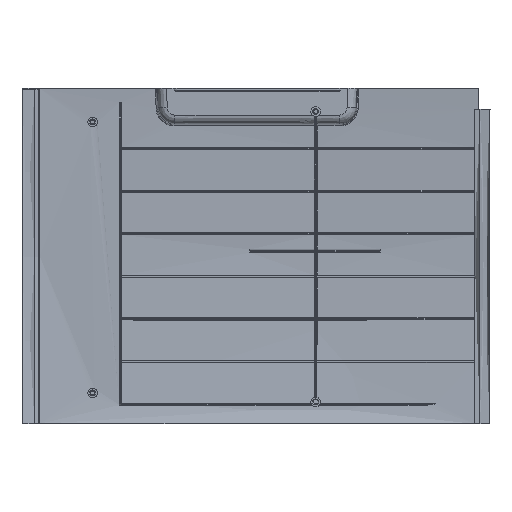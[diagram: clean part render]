
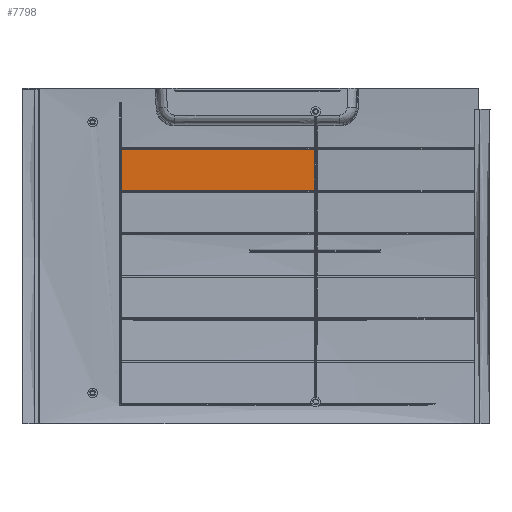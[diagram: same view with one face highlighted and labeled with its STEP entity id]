
A CAD part, left-side view. The second image highlights one B-rep face of the part: STEP entity #7798.
In plain terms, the highlighted toroidal (fillet/blend) face has major radius 2100 mm and minor radius 1647 mm.
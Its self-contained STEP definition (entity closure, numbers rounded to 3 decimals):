
#225 = B_SPLINE_CURVE_WITH_KNOTS ( 'NONE', 3,
 ( #5344, #5152, #5102, #5083 ),
 .UNSPECIFIED., .F., .F.,
 ( 4, 4 ),
 ( 0.093, 0.124 ),
 .UNSPECIFIED. ) ;
#680 = CARTESIAN_POINT ( 'NONE',  ( 184.656, 349.25, 47.041 ) ) ;
#1288 = B_SPLINE_CURVE_WITH_KNOTS ( 'NONE', 3,
 ( #3753, #3657, #13110, #13061, #13044, #17235 ),
 .UNSPECIFIED., .F., .F.,
 ( 4, 2, 4 ),
 ( 0., 0., 0. ),
 .UNSPECIFIED. ) ;
#1314 = ORIENTED_EDGE ( 'NONE', *, *, #12128, .T. ) ;
#1417 = CARTESIAN_POINT ( 'NONE',  ( 184.672, 200.245, 78.459 ) ) ;
#2475 = B_SPLINE_CURVE_WITH_KNOTS ( 'NONE', 3,
 ( #14349, #15855, #3898, #3926, #3953, #3992 ),
 .UNSPECIFIED., .F., .F.,
 ( 4, 2, 4 ),
 ( 0., 0., 0. ),
 .UNSPECIFIED. ) ;
#3032 = CARTESIAN_POINT ( 'NONE',  ( 185.859, 200.016, 47.301 ) ) ;
#3054 = CARTESIAN_POINT ( 'NONE',  ( 185.861, 200.016, 47.235 ) ) ;
#3075 = CARTESIAN_POINT ( 'NONE',  ( 185.864, 200.043, 47.17 ) ) ;
#3104 = CARTESIAN_POINT ( 'NONE',  ( 185.867, 200.136, 47.078 ) ) ;
#3328 = CARTESIAN_POINT ( 'NONE',  ( 185.563, 200.011, 57.607 ) ) ;
#3359 = CARTESIAN_POINT ( 'NONE',  ( 184.672, 200.245, 78.459 ) ) ;
#3373 = CARTESIAN_POINT ( 'NONE',  ( -3560.2, 244.25, 0. ) ) ;
#3388 = CARTESIAN_POINT ( 'NONE',  ( 184.963, 225.074, 78.457 ) ) ;
#3428 = CARTESIAN_POINT ( 'NONE',  ( 185.008, 249.911, 78.456 ) ) ;
#3455 = CARTESIAN_POINT ( 'NONE',  ( 184.603, 299.6, 78.46 ) ) ;
#3581 = CARTESIAN_POINT ( 'NONE',  ( 185.859, 200.016, 47.301 ) ) ;
#3603 = VERTEX_POINT ( 'NONE', #1417 ) ;
#3657 = CARTESIAN_POINT ( 'NONE',  ( 183.455, 349.319, 78.47 ) ) ;
#3680 = CARTESIAN_POINT ( 'NONE',  ( 183.457, 349.253, 78.47 ) ) ;
#3702 = CARTESIAN_POINT ( 'NONE',  ( 184.154, 324.432, 78.464 ) ) ;
#3753 = CARTESIAN_POINT ( 'NONE',  ( 183.457, 349.253, 78.47 ) ) ;
#3898 = CARTESIAN_POINT ( 'NONE',  ( 184.647, 349.473, 47.16 ) ) ;
#3926 = CARTESIAN_POINT ( 'NONE',  ( 184.652, 349.381, 47.068 ) ) ;
#3953 = CARTESIAN_POINT ( 'NONE',  ( 184.655, 349.316, 47.041 ) ) ;
#3992 = CARTESIAN_POINT ( 'NONE',  ( 184.656, 349.25, 47.041 ) ) ;
#4197 = CARTESIAN_POINT ( 'NONE',  ( 186.451, 249.835, 47.056 ) ) ;
#4251 = CARTESIAN_POINT ( 'NONE',  ( 184.671, 200.179, 78.459 ) ) ;
#4260 = CARTESIAN_POINT ( 'NONE',  ( 184.671, 200.115, 78.432 ) ) ;
#4263 = CARTESIAN_POINT ( 'NONE',  ( 184.675, 200.023, 78.34 ) ) ;
#4370 = CARTESIAN_POINT ( 'NONE',  ( 184.677, 199.996, 78.275 ) ) ;
#4504 = VERTEX_POINT ( 'NONE', #4927 ) ;
#4774 = TOROIDAL_SURFACE ( 'NONE', #14110, 2100., 1647. ) ;
#4890 = CARTESIAN_POINT ( 'NONE',  ( 184.681, 199.996, 78.209 ) ) ;
#4898 = B_SPLINE_CURVE_WITH_KNOTS ( 'NONE', 3,
 ( #17214, #5605, #3104, #3075, #3054, #3032 ),
 .UNSPECIFIED., .F., .F.,
 ( 4, 2, 4 ),
 ( 0., 0., 0. ),
 .UNSPECIFIED. ) ;
#4927 = CARTESIAN_POINT ( 'NONE',  ( 184.681, 199.996, 78.209 ) ) ;
#5083 = CARTESIAN_POINT ( 'NONE',  ( 184.642, 349.5, 47.291 ) ) ;
#5102 = CARTESIAN_POINT ( 'NONE',  ( 184.346, 349.5, 57.604 ) ) ;
#5152 = CARTESIAN_POINT ( 'NONE',  ( 183.952, 349.501, 67.914 ) ) ;
#5344 = CARTESIAN_POINT ( 'NONE',  ( 183.462, 349.503, 78.22 ) ) ;
#5605 = CARTESIAN_POINT ( 'NONE',  ( 185.869, 200.2, 47.051 ) ) ;
#6238 = CARTESIAN_POINT ( 'NONE',  ( 183.457, 349.253, 78.47 ) ) ;
#6416 = DIRECTION ( 'NONE',  ( 0., 0., 1. ) ) ;
#7055 = CARTESIAN_POINT ( 'NONE',  ( 184.656, 349.25, 47.041 ) ) ;
#7067 = CARTESIAN_POINT ( 'NONE',  ( 186.051, 299.496, 47.053 ) ) ;
#7451 = CARTESIAN_POINT ( 'NONE',  ( 185.87, 200.266, 47.051 ) ) ;
#7798 = ADVANCED_FACE ( 'NONE', ( #8343 ), #4774, .F. ) ;
#8102 = VERTEX_POINT ( 'NONE', #680 ) ;
#8343 = FACE_OUTER_BOUND ( 'NONE', #14673, .T. ) ;
#8964 = VERTEX_POINT ( 'NONE', #14931 ) ;
#8976 = ORIENTED_EDGE ( 'NONE', *, *, #12103, .T. ) ;
#9076 = DIRECTION ( 'NONE',  ( -1., 0., 0. ) ) ;
#9524 = VERTEX_POINT ( 'NONE', #18332 ) ;
#10046 = B_SPLINE_CURVE_WITH_KNOTS ( 'NONE', 3,
 ( #7451, #4197, #7067, #7055 ),
 .UNSPECIFIED., .F., .F.,
 ( 4, 4 ),
 ( 0.758, 0.906 ),
 .UNSPECIFIED. ) ;
#10932 = ORIENTED_EDGE ( 'NONE', *, *, #12074, .T. ) ;
#11534 = CARTESIAN_POINT ( 'NONE',  ( 184.672, 200.245, 78.459 ) ) ;
#11734 = VERTEX_POINT ( 'NONE', #15416 ) ;
#11993 = EDGE_CURVE ( 'NONE', #8964, #8102, #10046, .T. ) ;
#12074 = EDGE_CURVE ( 'NONE', #13752, #9524, #225, .T. ) ;
#12091 = B_SPLINE_CURVE_WITH_KNOTS ( 'NONE', 3,
 ( #4890, #4370, #4263, #4260, #4251, #11534 ),
 .UNSPECIFIED., .F., .F.,
 ( 4, 2, 4 ),
 ( 0., 0., 0. ),
 .UNSPECIFIED. ) ;
#12103 = EDGE_CURVE ( 'NONE', #4504, #3603, #12091, .T. ) ;
#12128 = EDGE_CURVE ( 'NONE', #19381, #13752, #1288, .T. ) ;
#12133 = EDGE_CURVE ( 'NONE', #19381, #3603, #12684, .T. ) ;
#12161 = EDGE_CURVE ( 'NONE', #8964, #11734, #4898, .T. ) ;
#12186 = EDGE_CURVE ( 'NONE', #11734, #4504, #19655, .T. ) ;
#12526 = ORIENTED_EDGE ( 'NONE', *, *, #11993, .F. ) ;
#12684 = B_SPLINE_CURVE_WITH_KNOTS ( 'NONE', 3,
 ( #3680, #3702, #3455, #3428, #3388, #3359 ),
 .UNSPECIFIED., .F., .F.,
 ( 4, 2, 4 ),
 ( 0.226, 0.3, 0.375 ),
 .UNSPECIFIED. ) ;
#13044 = CARTESIAN_POINT ( 'NONE',  ( 183.459, 349.503, 78.286 ) ) ;
#13061 = CARTESIAN_POINT ( 'NONE',  ( 183.457, 349.476, 78.351 ) ) ;
#13110 = CARTESIAN_POINT ( 'NONE',  ( 183.455, 349.383, 78.443 ) ) ;
#13515 = CARTESIAN_POINT ( 'NONE',  ( 184.681, 199.996, 78.209 ) ) ;
#13670 = CARTESIAN_POINT ( 'NONE',  ( 185.17, 200.004, 67.91 ) ) ;
#13752 = VERTEX_POINT ( 'NONE', #15683 ) ;
#14110 = AXIS2_PLACEMENT_3D ( 'NONE', #3373, #6416, #9076 ) ;
#14349 = CARTESIAN_POINT ( 'NONE',  ( 184.642, 349.5, 47.291 ) ) ;
#14371 = EDGE_CURVE ( 'NONE', #9524, #8102, #2475, .T. ) ;
#14673 = EDGE_LOOP ( 'NONE', ( #12526, #16101, #19561, #8976, #17519, #1314, #10932, #18442 ) ) ;
#14931 = CARTESIAN_POINT ( 'NONE',  ( 185.87, 200.266, 47.051 ) ) ;
#15416 = CARTESIAN_POINT ( 'NONE',  ( 185.859, 200.016, 47.301 ) ) ;
#15683 = CARTESIAN_POINT ( 'NONE',  ( 183.462, 349.503, 78.22 ) ) ;
#15855 = CARTESIAN_POINT ( 'NONE',  ( 184.644, 349.5, 47.225 ) ) ;
#16101 = ORIENTED_EDGE ( 'NONE', *, *, #12161, .T. ) ;
#17214 = CARTESIAN_POINT ( 'NONE',  ( 185.87, 200.266, 47.051 ) ) ;
#17235 = CARTESIAN_POINT ( 'NONE',  ( 183.462, 349.503, 78.22 ) ) ;
#17519 = ORIENTED_EDGE ( 'NONE', *, *, #12133, .F. ) ;
#18332 = CARTESIAN_POINT ( 'NONE',  ( 184.642, 349.5, 47.291 ) ) ;
#18442 = ORIENTED_EDGE ( 'NONE', *, *, #14371, .T. ) ;
#19381 = VERTEX_POINT ( 'NONE', #6238 ) ;
#19561 = ORIENTED_EDGE ( 'NONE', *, *, #12186, .T. ) ;
#19655 = B_SPLINE_CURVE_WITH_KNOTS ( 'NONE', 3,
 ( #3581, #3328, #13670, #13515 ),
 .UNSPECIFIED., .F., .F.,
 ( 4, 4 ),
 ( 0., 0.031 ),
 .UNSPECIFIED. ) ;
